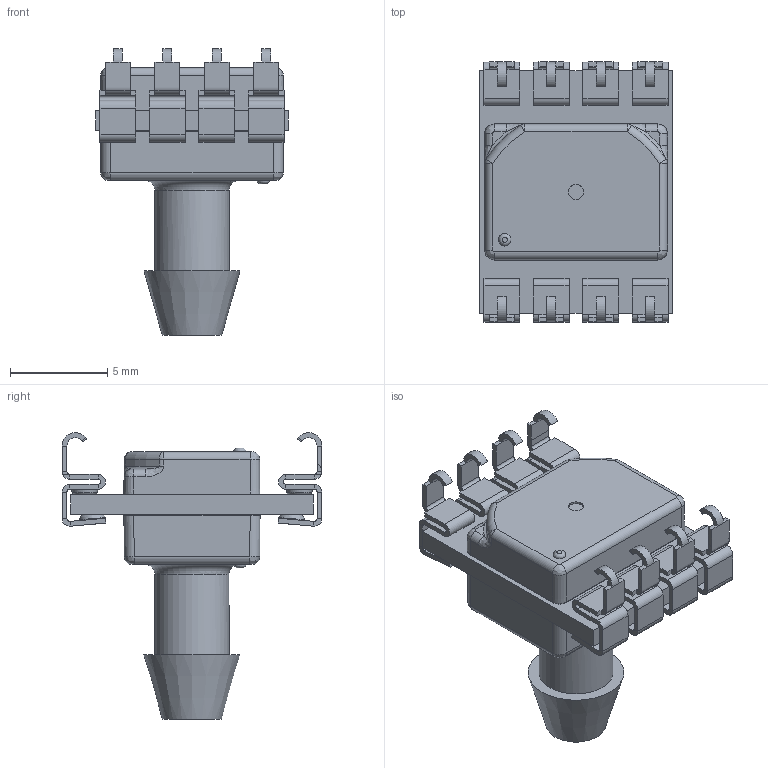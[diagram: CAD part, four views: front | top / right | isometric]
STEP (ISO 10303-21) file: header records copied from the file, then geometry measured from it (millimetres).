
FILE_DESCRIPTION(/* description */ (''),/* implementation_level */ '2;1');
FILE_NAME(/* name */ 'trustability-smt-an.step',/* time_stamp */ '2020-12-27T11:00:34+02:00',/* author */ (''),/* organization */ (''),/* preprocessor_version */ 'ST-DEVELOPER v18.1',/* originating_system */ 'Autodesk Translation Framework v9.3.0.1241',/* authorisation */ '');
FILE_SCHEMA (('AUTOMOTIVE_DESIGN { 1 0 10303 214 3 1 1 }'));
Length unit declared in the file: millimetre
Products named in the file (1): (Unsaved)
Bounding box: 9.91 x 13.35 x 14.72 mm (x, y, z)
Volume: 548.7 mm3; surface area: 898.4 mm2
Topology: 9 solids, 9 shells, 612 faces, 1319 edges, 768 vertices
Faces by surface type: plane 399, cylinder 121, cone 41, bspline 26, torus 21, sphere 4
Full cylindrical faces by diameter (mm): 0.79 x1, 2.032 x1, 3.81 x1
Entity records: 17994 total; most frequent: CARTESIAN_POINT 4580, DIRECTION 2903, ORIENTED_EDGE 2638, EDGE_CURVE 1319, AXIS2_PLACEMENT_3D 1033, LINE 837, VECTOR 837, VERTEX_POINT 768
